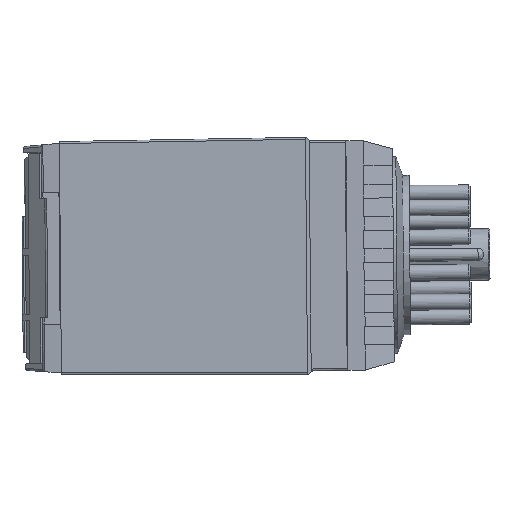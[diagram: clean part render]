
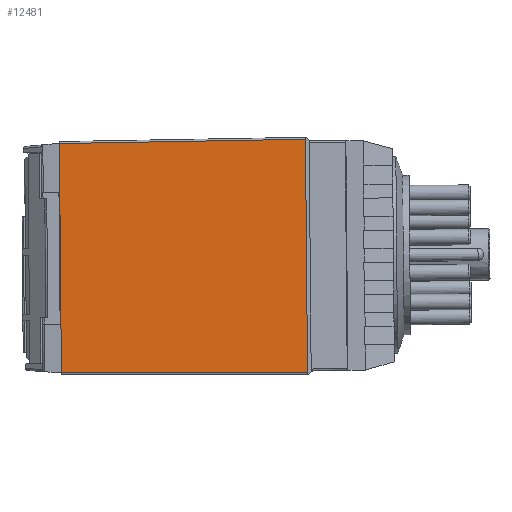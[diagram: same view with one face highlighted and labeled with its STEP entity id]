
A CAD part, left-side view. The second image highlights one B-rep face of the part: STEP entity #12481.
In plain terms, the highlighted planar face has unit normal (-1, 0.009, 0).
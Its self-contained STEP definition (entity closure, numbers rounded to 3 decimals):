
#233=DIRECTION('',(0.,0.009,1.));
#234=VECTOR('',#233,35.614);
#235=CARTESIAN_POINT('',(-18.107,6.604,-35.36));
#236=LINE('',#235,#234);
#237=CARTESIAN_POINT('',(-18.107,6.915,0.253));
#478=CARTESIAN_POINT('',(-17.78,44.451,
-0.402));
#484=DIRECTION('',(0.,0.009,1.));
#485=VECTOR('',#484,34.959);
#486=CARTESIAN_POINT('',(-17.78,44.146,-35.36));
#487=LINE('',#486,#485);
#488=DIRECTION('',(-0.009,-1.,0.017));
#489=VECTOR('',#488,37.543);
#490=CARTESIAN_POINT('',(-17.78,44.451,
-0.402));
#491=LINE('',#490,#489);
#522=DIRECTION('',(-0.009,-1.,0.));
#523=VECTOR('',#522,37.543);
#524=CARTESIAN_POINT('',(-17.78,44.146,-35.36));
#525=LINE('',#524,#523);
#10838=VERTEX_POINT('',#237);
#10883=CARTESIAN_POINT('',(-17.78,44.146,
-35.36));
#10884=CARTESIAN_POINT('',(-18.107,6.604,
-35.36));
#10885=VERTEX_POINT('',#10883);
#10886=VERTEX_POINT('',#10884);
#11446=VERTEX_POINT('',#478);
#12468=CARTESIAN_POINT('',(-18.16,0.541,-35.66));
#12469=DIRECTION('',(-1.,0.009,0.));
#12470=DIRECTION('',(-0.009,-1.,0.));
#12471=AXIS2_PLACEMENT_3D('',#12468,#12469,#12470);
#12472=PLANE('',#12471);
#12474=ORIENTED_EDGE('',*,*,#12473,.T.);
#12475=ORIENTED_EDGE('',*,*,#12457,.T.);
#12476=ORIENTED_EDGE('',*,*,#12180,.F.);
#12478=ORIENTED_EDGE('',*,*,#12477,.F.);
#12479=EDGE_LOOP('',(#12474,#12475,#12476,#12478));
#12480=FACE_OUTER_BOUND('',#12479,.F.);
#12481=ADVANCED_FACE('',(#12480),#12472,.T.);
#12180=EDGE_CURVE('',#10886,#10838,#236,.T.);
#12457=EDGE_CURVE('',#11446,#10838,#491,.T.);
#12473=EDGE_CURVE('',#10885,#11446,#487,.T.);
#12477=EDGE_CURVE('',#10885,#10886,#525,.T.);
